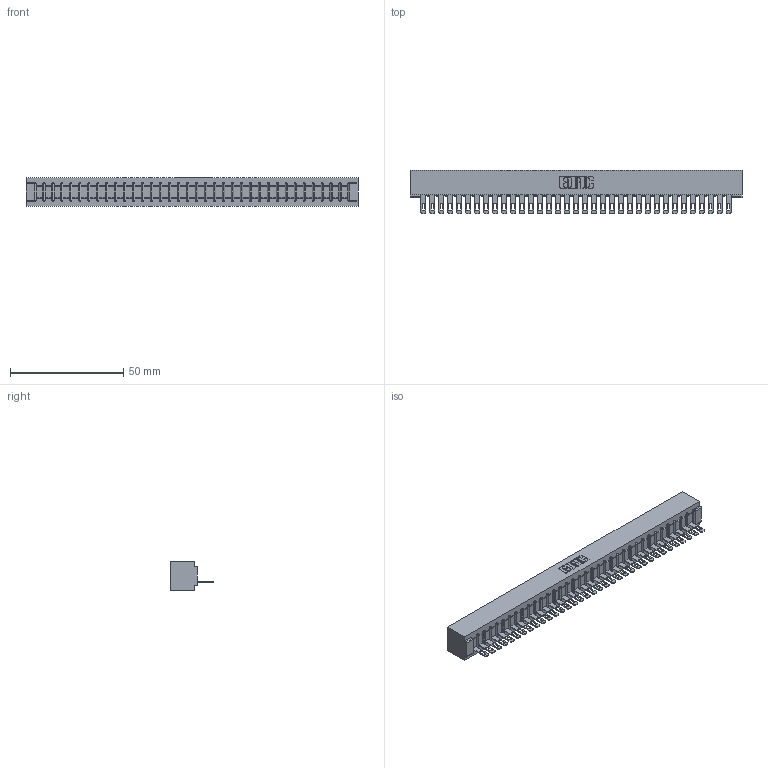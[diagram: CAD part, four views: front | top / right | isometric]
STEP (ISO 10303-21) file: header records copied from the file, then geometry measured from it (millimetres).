
FILE_DESCRIPTION (( 'STEP AP203' ), '1' );
FILE_NAME ('357-035-505-101.STEP', '2019-09-14T06:40:30', ( '' ), ( '' ), 'SwSTEP 2.0', 'SolidWorks 2016', '' );
FILE_SCHEMA (( 'CONFIG_CONTROL_DESIGN' ));
Length unit declared in the file: inch
Products named in the file (3): 307 Part_No Mounting Lugs; 357-035-505-101; 307-290-001_505
Assembly tree (36 placements, depth 2):
  357-035-505-101
    307 Part_No Mounting Lugs
    307-290-001_505  x35
Bounding box: 146.56 x 19.18 x 12.7 mm (x, y, z)
Volume: 15731.4 mm3; surface area: 17014.4 mm2
Topology: 36 solids, 36 shells, 2106 faces, 5969 edges, 3834 vertices
Faces by surface type: plane 1326, cylinder 708, sphere 72
Entity records: 30564 total; most frequent: CARTESIAN_POINT 5144, ORIENTED_EDGE 5130, DIRECTION 5007, EDGE_CURVE 2565, VECTOR 1965, LINE 1965, VERTEX_POINT 1658, AXIS2_PLACEMENT_3D 1521
